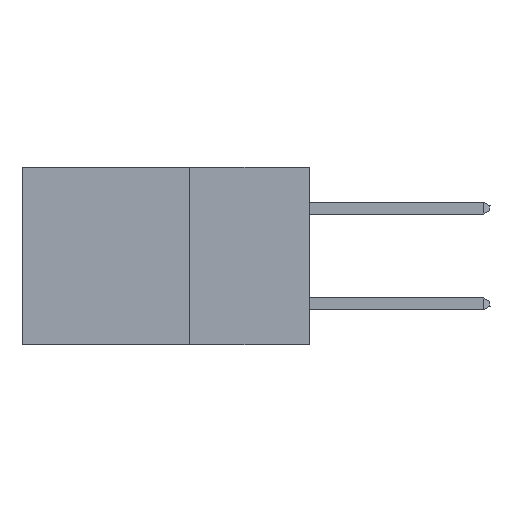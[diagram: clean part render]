
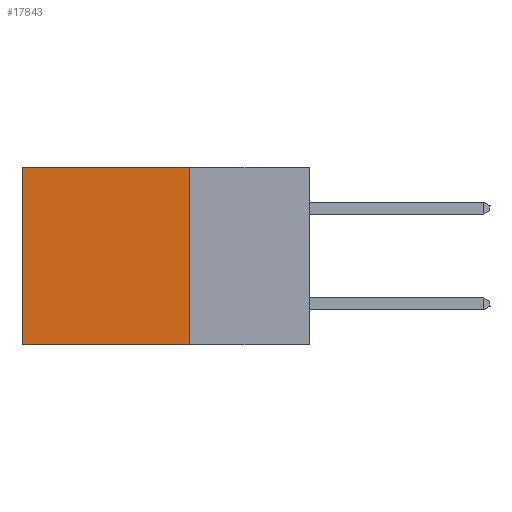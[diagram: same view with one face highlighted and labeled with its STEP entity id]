
A CAD part, left-side view. The second image highlights one B-rep face of the part: STEP entity #17843.
In plain terms, the highlighted planar face has unit normal (-1, 0, 0).
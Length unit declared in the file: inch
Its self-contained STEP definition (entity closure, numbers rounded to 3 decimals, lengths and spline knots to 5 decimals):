
#1206 = EDGE_LOOP ( 'NONE', ( #7615, #29469, #28328, #34317 ) ) ;
#1477 = AXIS2_PLACEMENT_3D ( 'NONE', #20518, #7362, #17027 ) ;
#2448 = LINE ( 'NONE', #12211, #29467 ) ;
#4298 = VERTEX_POINT ( 'NONE', #37742 ) ;
#4304 = VECTOR ( 'NONE', #40559, 39.37008 ) ;
#6370 = CARTESIAN_POINT ( 'NONE',  ( 0.2875, 0.6, 0. ) ) ;
#7362 = DIRECTION ( 'NONE',  ( 1., 0., 0. ) ) ;
#7615 = ORIENTED_EDGE ( 'NONE', *, *, #32011, .T. ) ;
#8826 = VECTOR ( 'NONE', #17752, 39.37008 ) ;
#8881 = LINE ( 'NONE', #28504, #26971 ) ;
#12211 = CARTESIAN_POINT ( 'NONE',  ( 0.2875, 0.6, 0. ) ) ;
#14703 = CARTESIAN_POINT ( 'NONE',  ( 0.2875, 0.25, -0.37 ) ) ;
#15320 = FACE_OUTER_BOUND ( 'NONE', #1206, .T. ) ;
#15589 = DIRECTION ( 'NONE',  ( 0., 0., -1. ) ) ;
#17027 = DIRECTION ( 'NONE',  ( 0., 0., -1. ) ) ;
#17619 = VERTEX_POINT ( 'NONE', #38283 ) ;
#17752 = DIRECTION ( 'NONE',  ( 0., 0., -1. ) ) ;
#17843 = ADVANCED_FACE ( 'NONE', ( #15320 ), #23751, .F. ) ;
#17865 = LINE ( 'NONE', #27030, #8826 ) ;
#18730 = EDGE_CURVE ( 'NONE', #4298, #38445, #27840, .T. ) ;
#20518 = CARTESIAN_POINT ( 'NONE',  ( 0.2875, 0.25, 0. ) ) ;
#22173 = DIRECTION ( 'NONE',  ( 0., 1., 0. ) ) ;
#23751 = PLANE ( 'NONE',  #1477 ) ;
#26971 = VECTOR ( 'NONE', #22173, 39.37008 ) ;
#27030 = CARTESIAN_POINT ( 'NONE',  ( 0.2875, 0.25, 0. ) ) ;
#27840 = LINE ( 'NONE', #14703, #4304 ) ;
#28328 = ORIENTED_EDGE ( 'NONE', *, *, #30004, .F. ) ;
#28504 = CARTESIAN_POINT ( 'NONE',  ( 0.2875, 0.25, 0. ) ) ;
#29467 = VECTOR ( 'NONE', #15589, 39.37008 ) ;
#29469 = ORIENTED_EDGE ( 'NONE', *, *, #18730, .F. ) ;
#30004 = EDGE_CURVE ( 'NONE', #17619, #4298, #17865, .T. ) ;
#30087 = CARTESIAN_POINT ( 'NONE',  ( 0.2875, 0.6, -0.37 ) ) ;
#31972 = EDGE_CURVE ( 'NONE', #17619, #36385, #8881, .T. ) ;
#32011 = EDGE_CURVE ( 'NONE', #36385, #38445, #2448, .T. ) ;
#34317 = ORIENTED_EDGE ( 'NONE', *, *, #31972, .T. ) ;
#36385 = VERTEX_POINT ( 'NONE', #6370 ) ;
#37742 = CARTESIAN_POINT ( 'NONE',  ( 0.2875, 0.25, -0.37 ) ) ;
#38283 = CARTESIAN_POINT ( 'NONE',  ( 0.2875, 0.25, 0. ) ) ;
#38445 = VERTEX_POINT ( 'NONE', #30087 ) ;
#40559 = DIRECTION ( 'NONE',  ( 0., 1., 0. ) ) ;
